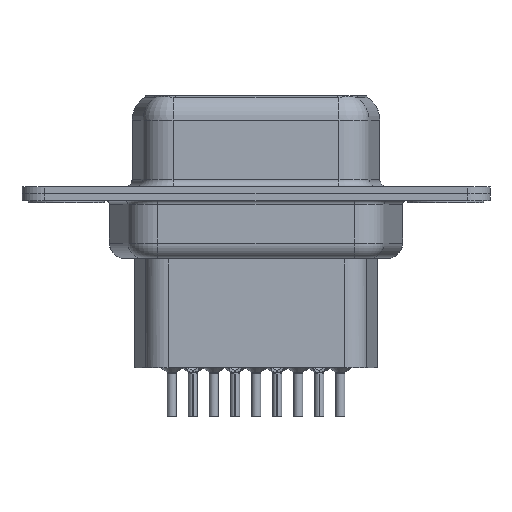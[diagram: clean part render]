
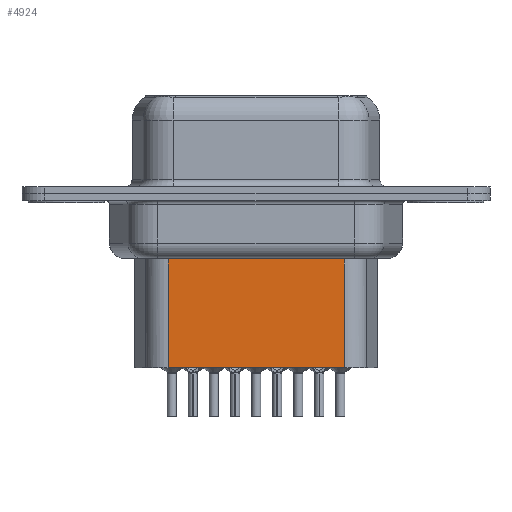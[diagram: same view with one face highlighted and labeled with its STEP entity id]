
A CAD part, front view. The second image highlights one B-rep face of the part: STEP entity #4924.
In plain terms, the highlighted planar face has unit normal (0, -1, 0).
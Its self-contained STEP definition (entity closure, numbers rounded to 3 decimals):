
#481 = DIRECTION ( 'NONE',  ( -1., 0., 0. ) ) ;
#1850 = CARTESIAN_POINT ( 'NONE',  ( 6.706, -3.5, -4.097 ) ) ;
#2893 = DIRECTION ( 'NONE',  ( -1., 0., 0. ) ) ;
#3092 = ORIENTED_EDGE ( 'NONE', *, *, #3696, .T. ) ;
#3229 = ORIENTED_EDGE ( 'NONE', *, *, #19015, .T. ) ;
#3654 = VECTOR ( 'NONE', #481, 1000. ) ;
#3696 = EDGE_CURVE ( 'NONE', #16615, #17283, #8341, .T. ) ;
#4804 = DIRECTION ( 'NONE',  ( 0., 0., -1. ) ) ;
#4892 = EDGE_CURVE ( 'NONE', #14053, #17283, #15374, .T. ) ;
#4924 = ADVANCED_FACE ( 'NONE', ( #18933 ), #14060, .T. ) ;
#6436 = DIRECTION ( 'NONE',  ( 0., 0., -1. ) ) ;
#7518 = CARTESIAN_POINT ( 'NONE',  ( 6.459, -3.5, -4.097 ) ) ;
#7869 = VECTOR ( 'NONE', #4804, 1000. ) ;
#8341 = LINE ( 'NONE', #14024, #7869 ) ;
#8963 = VECTOR ( 'NONE', #2893, 1000. ) ;
#9780 = CARTESIAN_POINT ( 'NONE',  ( 18.294, -3.5, -11.45 ) ) ;
#10386 = EDGE_CURVE ( 'NONE', #12159, #14053, #15267, .T. ) ;
#11065 = CARTESIAN_POINT ( 'NONE',  ( 6.706, -3.5, -11.45 ) ) ;
#11676 = EDGE_LOOP ( 'NONE', ( #17014, #3229, #3092, #12622 ) ) ;
#12159 = VERTEX_POINT ( 'NONE', #15928 ) ;
#12622 = ORIENTED_EDGE ( 'NONE', *, *, #4892, .F. ) ;
#12980 = LINE ( 'NONE', #7518, #8963 ) ;
#14007 = CARTESIAN_POINT ( 'NONE',  ( 18.294, -3.5, -3.1 ) ) ;
#14024 = CARTESIAN_POINT ( 'NONE',  ( 6.706, -3.5, -3.1 ) ) ;
#14053 = VERTEX_POINT ( 'NONE', #9780 ) ;
#14060 = PLANE ( 'NONE',  #15466 ) ;
#14321 = CARTESIAN_POINT ( 'NONE',  ( 6.706, -3.5, -3.1 ) ) ;
#14485 = DIRECTION ( 'NONE',  ( 0., -1., 0. ) ) ;
#14548 = DIRECTION ( 'NONE',  ( 1., 0., 0. ) ) ;
#15267 = LINE ( 'NONE', #14007, #18833 ) ;
#15374 = LINE ( 'NONE', #11065, #3654 ) ;
#15466 = AXIS2_PLACEMENT_3D ( 'NONE', #14321, #14485, #14548 ) ;
#15928 = CARTESIAN_POINT ( 'NONE',  ( 18.294, -3.5, -4.097 ) ) ;
#16615 = VERTEX_POINT ( 'NONE', #1850 ) ;
#17014 = ORIENTED_EDGE ( 'NONE', *, *, #10386, .F. ) ;
#17283 = VERTEX_POINT ( 'NONE', #19316 ) ;
#18833 = VECTOR ( 'NONE', #6436, 1000. ) ;
#18933 = FACE_OUTER_BOUND ( 'NONE', #11676, .T. ) ;
#19015 = EDGE_CURVE ( 'NONE', #12159, #16615, #12980, .T. ) ;
#19316 = CARTESIAN_POINT ( 'NONE',  ( 6.706, -3.5, -11.45 ) ) ;
